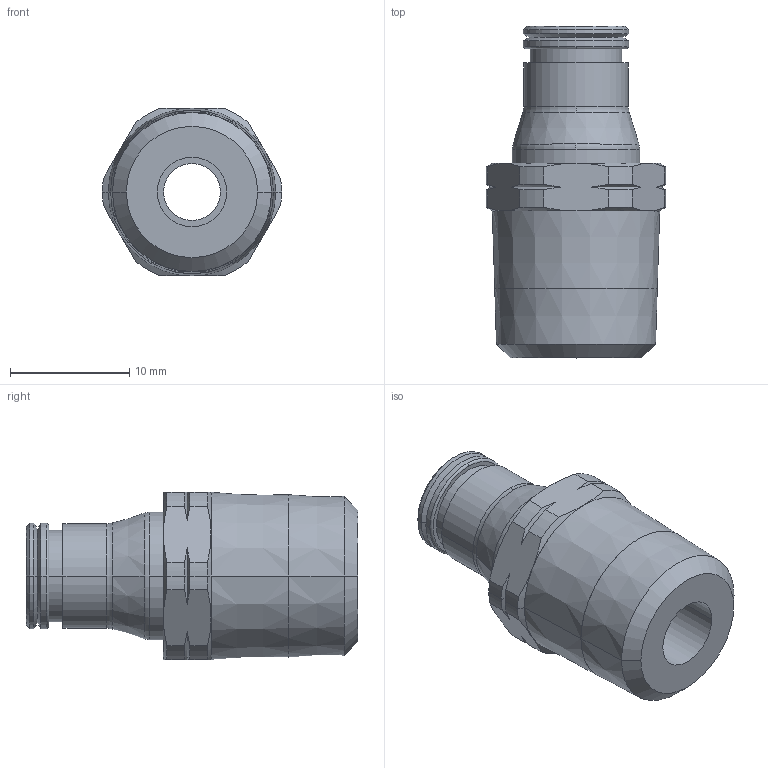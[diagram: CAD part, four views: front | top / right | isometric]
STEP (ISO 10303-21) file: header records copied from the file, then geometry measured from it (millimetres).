
FILE_DESCRIPTION(('STEP AP214'),'1');
FILE_NAME('3805_55_14.stp','2016-07-07T14:27:04',('TraceParts'),('TraceParts S.A.'),'Spatial InterOp 3D',' ',' ');
FILE_SCHEMA(('automotive_design'));
Length unit declared in the file: millimetre
Products named in the file (1): 1
Bounding box: 15 x 27.79 x 14.02 mm (x, y, z)
Volume: 2564.9 mm3; surface area: 1857.1 mm2
Topology: 1 solids, 1 shells, 97 faces, 235 edges, 147 vertices
Faces by surface type: cone 46, cylinder 30, plane 15, torus 6
Entity records: 2879 total; most frequent: CARTESIAN_POINT 624, DIRECTION 506, ORIENTED_EDGE 470, EDGE_CURVE 235, AXIS2_PLACEMENT_3D 221, VERTEX_POINT 147, CIRCLE 123, EDGE_LOOP 106
